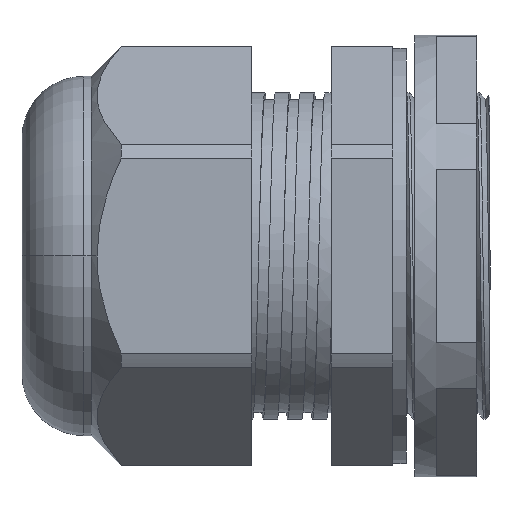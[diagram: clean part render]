
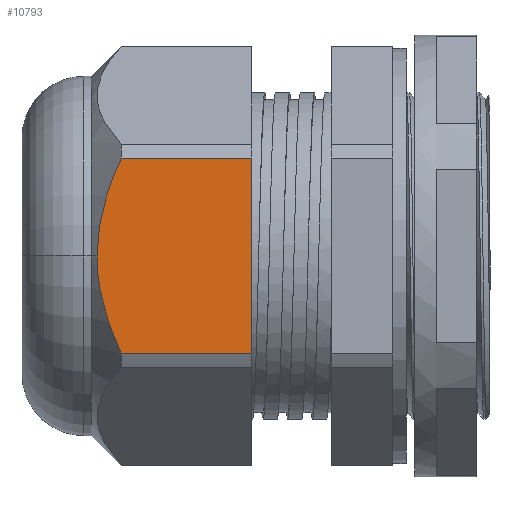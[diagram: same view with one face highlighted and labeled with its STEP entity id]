
A CAD part, left-side view. The second image highlights one B-rep face of the part: STEP entity #10793.
In plain terms, the highlighted planar face has unit normal (-1, 0, 0).
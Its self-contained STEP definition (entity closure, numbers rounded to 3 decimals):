
#12 = DIRECTION ( 'NONE',  ( 1., 0., 0. ) ) ;
#109 = CARTESIAN_POINT ( 'NONE',  ( -21., 31.53, -9.344 ) ) ;
#635 = LINE ( 'NONE', #2337, #5202 ) ;
#921 = AXIS2_PLACEMENT_3D ( 'NONE', #2764, #12, #6401 ) ;
#1039 = CARTESIAN_POINT ( 'NONE',  ( -21., 32.195, -7.529 ) ) ;
#1090 = CARTESIAN_POINT ( 'NONE',  ( -21., 30.75, 11.093 ) ) ;
#1824 = CARTESIAN_POINT ( 'NONE',  ( -21., 16., 0. ) ) ;
#1921 = CARTESIAN_POINT ( 'NONE',  ( -21., 31.155, -10.227 ) ) ;
#1967 = CARTESIAN_POINT ( 'NONE',  ( -21., 32.622, -6.151 ) ) ;
#2062 = B_SPLINE_CURVE_WITH_KNOTS ( 'NONE', 3,
 ( #9854, #1921, #109, #6485, #1039, #7352, #1967, #8175, #2890, #9031 ),
 .UNSPECIFIED., .F., .F.,
 ( 4, 2, 2, 2, 4 ),
 ( 0.014, 0.017, 0.019, 0.02, 0.026 ),
 .UNSPECIFIED. ) ;
#2136 = EDGE_CURVE ( 'NONE', #9346, #6575, #3357, .T. ) ;
#2221 = VECTOR ( 'NONE', #8050, 1000. ) ;
#2337 = CARTESIAN_POINT ( 'NONE',  ( -21., -11., -11.093 ) ) ;
#2764 = CARTESIAN_POINT ( 'NONE',  ( -21., -11., 0. ) ) ;
#2890 = CARTESIAN_POINT ( 'NONE',  ( -21., 33.5, -1.943 ) ) ;
#2981 = EDGE_CURVE ( 'NONE', #9077, #6575, #5118, .T. ) ;
#3274 = ORIENTED_EDGE ( 'NONE', *, *, #2136, .T. ) ;
#3357 = LINE ( 'NONE', #5711, #5770 ) ;
#5060 = DIRECTION ( 'NONE',  ( 0., 1., 0. ) ) ;
#5118 = B_SPLINE_CURVE_WITH_KNOTS ( 'NONE', 3,
 ( #5732, #5750, #6105, #5695, #5654, #5611, #5574, #5532, #5492, #5445 ),
 .UNSPECIFIED., .F., .F.,
 ( 4, 2, 2, 2, 4 ),
 ( 0.026, 0.032, 0.033, 0.034, 0.037 ),
 .UNSPECIFIED. ) ;
#5202 = VECTOR ( 'NONE', #5060, 1000. ) ;
#5445 = CARTESIAN_POINT ( 'NONE',  ( -21., 30.75, 11.093 ) ) ;
#5492 = CARTESIAN_POINT ( 'NONE',  ( -21., 31.154, 10.228 ) ) ;
#5532 = CARTESIAN_POINT ( 'NONE',  ( -21., 31.529, 9.346 ) ) ;
#5574 = CARTESIAN_POINT ( 'NONE',  ( -21., 32.035, 7.99 ) ) ;
#5611 = CARTESIAN_POINT ( 'NONE',  ( -21., 32.194, 7.532 ) ) ;
#5654 = CARTESIAN_POINT ( 'NONE',  ( -21., 32.487, 6.615 ) ) ;
#5695 = CARTESIAN_POINT ( 'NONE',  ( -21., 32.622, 6.154 ) ) ;
#5711 = CARTESIAN_POINT ( 'NONE',  ( -21., -11., 11.093 ) ) ;
#5720 = DIRECTION ( 'NONE',  ( 0., 1., 0. ) ) ;
#5732 = CARTESIAN_POINT ( 'NONE',  ( -21., 33.5, 0. ) ) ;
#5750 = CARTESIAN_POINT ( 'NONE',  ( -21., 33.5, 1.942 ) ) ;
#5766 = FACE_OUTER_BOUND ( 'NONE', #5959, .T. ) ;
#5770 = VECTOR ( 'NONE', #5720, 1000. ) ;
#5959 = EDGE_LOOP ( 'NONE', ( #8515, #6676, #3274, #8690, #8525 ) ) ;
#6105 = CARTESIAN_POINT ( 'NONE',  ( -21., 33.228, 3.837 ) ) ;
#6166 = CARTESIAN_POINT ( 'NONE',  ( -21., 16., 11.093 ) ) ;
#6401 = DIRECTION ( 'NONE',  ( 0., 0., -1. ) ) ;
#6485 = CARTESIAN_POINT ( 'NONE',  ( -21., 32.037, -7.986 ) ) ;
#6494 = CARTESIAN_POINT ( 'NONE',  ( -21., 16., -11.093 ) ) ;
#6551 = VERTEX_POINT ( 'NONE', #6494 ) ;
#6575 = VERTEX_POINT ( 'NONE', #1090 ) ;
#6676 = ORIENTED_EDGE ( 'NONE', *, *, #11009, .F. ) ;
#6829 = EDGE_CURVE ( 'NONE', #6551, #9589, #635, .T. ) ;
#7006 = LINE ( 'NONE', #1824, #2221 ) ;
#7352 = CARTESIAN_POINT ( 'NONE',  ( -21., 32.488, -6.612 ) ) ;
#7581 = CARTESIAN_POINT ( 'NONE',  ( -21., 33.5, 0. ) ) ;
#8050 = DIRECTION ( 'NONE',  ( 0., 0., -1. ) ) ;
#8175 = CARTESIAN_POINT ( 'NONE',  ( -21., 33.228, -3.835 ) ) ;
#8515 = ORIENTED_EDGE ( 'NONE', *, *, #6829, .F. ) ;
#8525 = ORIENTED_EDGE ( 'NONE', *, *, #10829, .F. ) ;
#8690 = ORIENTED_EDGE ( 'NONE', *, *, #2981, .F. ) ;
#9031 = CARTESIAN_POINT ( 'NONE',  ( -21., 33.5, 0. ) ) ;
#9077 = VERTEX_POINT ( 'NONE', #7581 ) ;
#9346 = VERTEX_POINT ( 'NONE', #6166 ) ;
#9589 = VERTEX_POINT ( 'NONE', #9888 ) ;
#9854 = CARTESIAN_POINT ( 'NONE',  ( -21., 30.75, -11.093 ) ) ;
#9888 = CARTESIAN_POINT ( 'NONE',  ( -21., 30.75, -11.093 ) ) ;
#10637 = PLANE ( 'NONE',  #921 ) ;
#10793 = ADVANCED_FACE ( 'NONE', ( #5766 ), #10637, .F. ) ;
#10829 = EDGE_CURVE ( 'NONE', #9589, #9077, #2062, .T. ) ;
#11009 = EDGE_CURVE ( 'NONE', #9346, #6551, #7006, .T. ) ;
